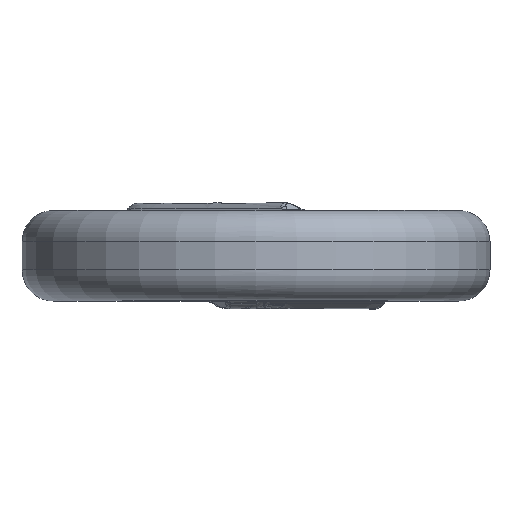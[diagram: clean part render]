
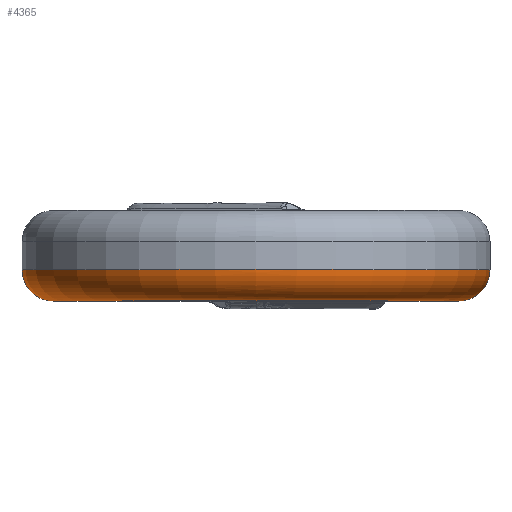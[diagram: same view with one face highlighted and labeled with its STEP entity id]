
A CAD part, top view. The second image highlights one B-rep face of the part: STEP entity #4365.
In plain terms, the highlighted toroidal (fillet/blend) face has major radius 6.5 mm and minor radius 1 mm.
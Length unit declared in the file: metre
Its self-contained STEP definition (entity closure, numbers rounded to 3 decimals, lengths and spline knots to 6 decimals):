
#25=TOROIDAL_SURFACE('',#4555,0.0065,0.001);
#33=CIRCLE('',#4541,0.0065);
#41=CIRCLE('',#4556,0.0075);
#868=ORIENTED_EDGE('',*,*,#1763,.T.);
#869=ORIENTED_EDGE('',*,*,#1764,.T.);
#870=ORIENTED_EDGE('',*,*,#1617,.T.);
#871=ORIENTED_EDGE('',*,*,#1765,.T.);
#872=ORIENTED_EDGE('',*,*,#1766,.F.);
#1617=EDGE_CURVE('',#2080,#2072,#33,.T.);
#1763=EDGE_CURVE('',#2208,#2209,#2452,.T.);
#1764=EDGE_CURVE('',#2209,#2080,#2453,.T.);
#1765=EDGE_CURVE('',#2072,#2208,#2454,.T.);
#1766=EDGE_CURVE('',#2210,#2210,#41,.T.);
#2072=VERTEX_POINT('',#5540);
#2080=VERTEX_POINT('',#5579);
#2208=VERTEX_POINT('',#6630);
#2209=VERTEX_POINT('',#6631);
#2210=VERTEX_POINT('',#6643);
#2452=B_SPLINE_CURVE_WITH_KNOTS('',3,(#6611,#6612,#6613,#6614,#6615,#6616,
#6617,#6618,#6619,#6620,#6621,#6622,#6623,#6624,#6625,#6626,#6627,#6628,
#6629),.UNSPECIFIED.,.F.,.F.,(4,1,1,1,1,1,1,1,1,1,1,1,1,1,1,1,4),(0.,0.0625,
0.125,0.1875,0.25,0.375,0.5,0.5625,0.625,0.6875,0.75,0.8125,0.84375,0.875,
0.90625,0.9375,1.),.UNSPECIFIED.);
#2453=B_SPLINE_CURVE_WITH_KNOTS('',3,(#6632,#6633,#6634,#6635),
 .UNSPECIFIED.,.F.,.F.,(4,4),(0.,0.000132),.UNSPECIFIED.);
#2454=B_SPLINE_CURVE_WITH_KNOTS('',3,(#6636,#6637,#6638,#6639,#6640,#6641),
 .UNSPECIFIED.,.F.,.F.,(4,1,1,4),(0.,0.5,0.75,1.),.UNSPECIFIED.);
#2581=EDGE_LOOP('',(#868,#869,#870,#871));
#2582=EDGE_LOOP('',(#872));
#2793=FACE_BOUND('',#2581,.T.);
#2794=FACE_BOUND('',#2582,.T.);
#4365=ADVANCED_FACE('',(#2793,#2794),#25,.T.);
#4541=AXIS2_PLACEMENT_3D('',#5578,#4715,#4716);
#4555=AXIS2_PLACEMENT_3D('',#6610,#4814,#4815);
#4556=AXIS2_PLACEMENT_3D('',#6642,#4816,#4817);
#4715=DIRECTION('',(0.,1.,0.));
#4716=DIRECTION('',(0.,0.,1.));
#4814=DIRECTION('',(0.,1.,0.));
#4815=DIRECTION('',(0.,0.,1.));
#4816=DIRECTION('',(0.,1.,0.));
#4817=DIRECTION('',(0.,0.,1.));
#5540=CARTESIAN_POINT('',(0.004156,-0.00145,-0.004998));
#5578=CARTESIAN_POINT('',(0.,-0.00145,0.));
#5579=CARTESIAN_POINT('',(0.003232,-0.00145,-0.00564));
#6610=CARTESIAN_POINT('',(0.,-0.00045,0.));
#6611=CARTESIAN_POINT('',(0.004311,-0.001221,-0.005688));
#6612=CARTESIAN_POINT('',(0.004315,-0.001176,-0.005753));
#6613=CARTESIAN_POINT('',(0.00431,-0.00108,-0.005869));
#6614=CARTESIAN_POINT('',(0.004286,-0.000977,-0.005977));
#6615=CARTESIAN_POINT('',(0.004203,-0.000826,-0.006129));
#6616=CARTESIAN_POINT('',(0.004059,-0.000681,-0.006281));
#6617=CARTESIAN_POINT('',(0.003767,-0.000549,-0.006485));
#6618=CARTESIAN_POINT('',(0.003432,-0.000586,-0.006663));
#6619=CARTESIAN_POINT('',(0.003194,-0.000727,-0.006748));
#6620=CARTESIAN_POINT('',(0.003069,-0.000898,-0.006733));
#6621=CARTESIAN_POINT('',(0.00303,-0.001036,-0.006662));
#6622=CARTESIAN_POINT('',(0.003045,-0.001202,-0.00649));
#6623=CARTESIAN_POINT('',(0.003073,-0.001263,-0.006383));
#6624=CARTESIAN_POINT('',(0.003104,-0.001323,-0.006265));
#6625=CARTESIAN_POINT('',(0.003138,-0.001369,-0.006142));
#6626=CARTESIAN_POINT('',(0.003151,-0.001383,-0.006096));
#6627=CARTESIAN_POINT('',(0.003196,-0.001429,-0.005918));
#6628=CARTESIAN_POINT('',(0.003214,-0.00144,-0.005819));
#6629=CARTESIAN_POINT('',(0.003222,-0.001444,-0.00577));
#6630=CARTESIAN_POINT('',(0.004311,-0.001221,-0.005688));
#6631=CARTESIAN_POINT('',(0.003227,-0.001444,-0.005771));
#6632=CARTESIAN_POINT('',(0.003221,-0.001444,-0.005771));
#6633=CARTESIAN_POINT('',(0.003228,-0.001448,-0.005727));
#6634=CARTESIAN_POINT('',(0.003232,-0.00145,-0.005684));
#6635=CARTESIAN_POINT('',(0.003232,-0.00145,-0.00564));
#6636=CARTESIAN_POINT('',(0.004156,-0.00145,-0.004998));
#6637=CARTESIAN_POINT('',(0.004175,-0.00145,-0.005091));
#6638=CARTESIAN_POINT('',(0.004228,-0.001439,-0.005275));
#6639=CARTESIAN_POINT('',(0.004302,-0.001292,-0.005589));
#6640=CARTESIAN_POINT('',(0.004309,-0.001239,-0.005661));
#6641=CARTESIAN_POINT('',(0.004311,-0.001221,-0.005688));
#6642=CARTESIAN_POINT('',(0.,-0.00045,0.));
#6643=CARTESIAN_POINT('',(0.,-0.00045,0.0075));
